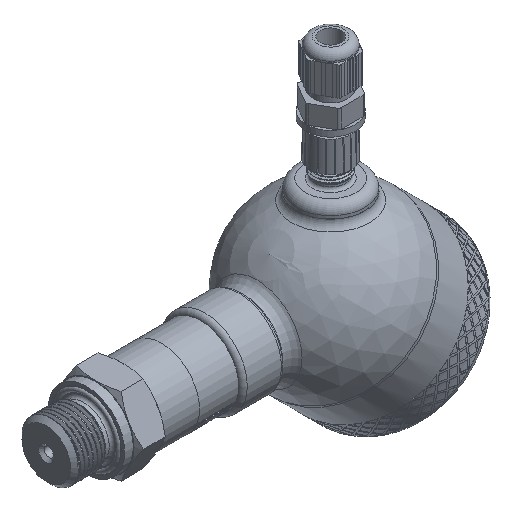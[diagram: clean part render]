
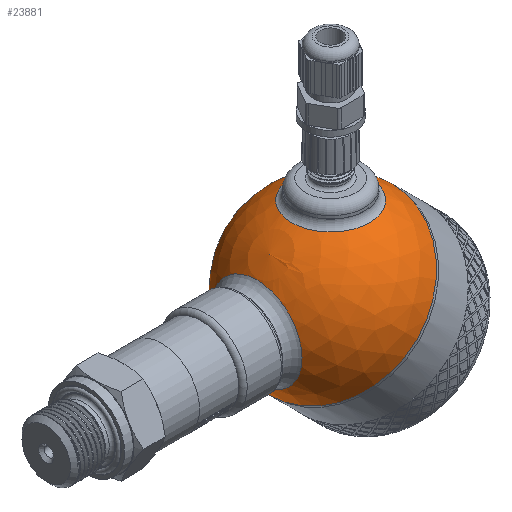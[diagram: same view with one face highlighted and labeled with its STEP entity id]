
A CAD part, isometric view. The second image highlights one B-rep face of the part: STEP entity #23881.
In plain terms, the highlighted spherical face has radius 30 mm.
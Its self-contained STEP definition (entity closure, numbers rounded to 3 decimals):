
#56=SPHERICAL_SURFACE('',#25363,30.);
#1074=FACE_BOUND('',#3415,.T.);
#1075=FACE_BOUND('',#3416,.T.);
#1853=FACE_OUTER_BOUND('',#3414,.T.);
#3414=EDGE_LOOP('',(#17383,#17384,#17385,#17386));
#3415=EDGE_LOOP('',(#17387));
#3416=EDGE_LOOP('',(#17388));
#4855=CIRCLE('',#25286,30.);
#4856=CIRCLE('',#25287,30.);
#4883=CIRCLE('',#25359,13.5);
#4886=CIRCLE('',#25364,30.);
#4887=CIRCLE('',#25365,15.643);
#9392=VERTEX_POINT('',#31989);
#9393=VERTEX_POINT('',#31991);
#9868=VERTEX_POINT('',#38053);
#9870=VERTEX_POINT('',#38060);
#9871=VERTEX_POINT('',#38062);
#11959=EDGE_CURVE('',#9392,#9393,#4855,.T.);
#11960=EDGE_CURVE('',#9393,#9392,#4856,.T.);
#12675=EDGE_CURVE('',#9868,#9868,#4883,.T.);
#12678=EDGE_CURVE('',#9393,#9870,#4886,.T.);
#12679=EDGE_CURVE('',#9871,#9871,#4887,.T.);
#17383=ORIENTED_EDGE('',*,*,#11960,.F.);
#17384=ORIENTED_EDGE('',*,*,#12678,.T.);
#17385=ORIENTED_EDGE('',*,*,#12678,.F.);
#17386=ORIENTED_EDGE('',*,*,#11959,.F.);
#17387=ORIENTED_EDGE('',*,*,#12679,.F.);
#17388=ORIENTED_EDGE('',*,*,#12675,.F.);
#23881=ADVANCED_FACE('',(#1853,#1074,#1075),#56,.T.);
#25286=AXIS2_PLACEMENT_3D('',#31992,#26660,#26661);
#25287=AXIS2_PLACEMENT_3D('',#31993,#26662,#26663);
#25359=AXIS2_PLACEMENT_3D('',#38054,#27058,#27059);
#25363=AXIS2_PLACEMENT_3D('',#38059,#27066,#27067);
#25364=AXIS2_PLACEMENT_3D('',#38061,#27068,#27069);
#25365=AXIS2_PLACEMENT_3D('',#38063,#27070,#27071);
#26660=DIRECTION('center_axis',(1.,0.,0.));
#26661=DIRECTION('ref_axis',(0.,1.,0.));
#26662=DIRECTION('center_axis',(1.,0.,0.));
#26663=DIRECTION('ref_axis',(0.,1.,0.));
#27058=DIRECTION('center_axis',(-0.707,0.,-0.707));
#27059=DIRECTION('ref_axis',(-0.707,0.,0.707));
#27066=DIRECTION('center_axis',(1.,0.,0.));
#27067=DIRECTION('ref_axis',(0.,-1.,0.));
#27068=DIRECTION('center_axis',(0.,0.,1.));
#27069=DIRECTION('ref_axis',(0.,1.,0.));
#27070=DIRECTION('center_axis',(-0.707,0.,0.707));
#27071=DIRECTION('ref_axis',(0.707,0.,0.707));
#31989=CARTESIAN_POINT('',(0.,-30.,0.));
#31991=CARTESIAN_POINT('',(0.,30.,0.));
#31992=CARTESIAN_POINT('Origin',(0.,0.,0.));
#31993=CARTESIAN_POINT('Origin',(0.,0.,0.));
#38053=CARTESIAN_POINT('',(-9.398,0.,-28.49));
#38054=CARTESIAN_POINT('Origin',(-18.944,0.,-18.944));
#38059=CARTESIAN_POINT('Origin',(0.,0.,0.));
#38060=CARTESIAN_POINT('',(-30.,0.,0.));
#38061=CARTESIAN_POINT('Origin',(0.,0.,0.));
#38062=CARTESIAN_POINT('',(-29.162,0.,7.04));
#38063=CARTESIAN_POINT('Origin',(-18.101,0.,18.101));
